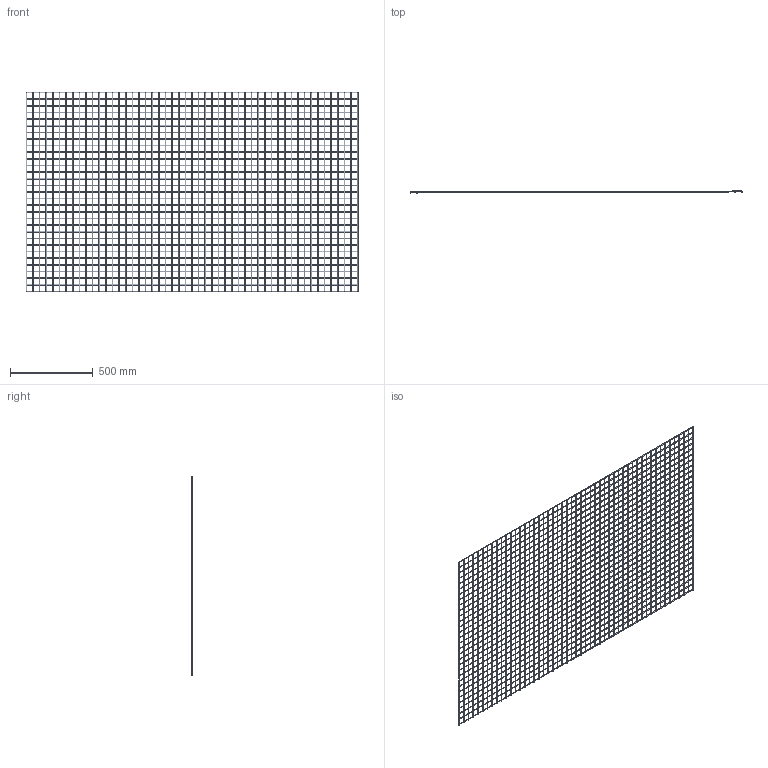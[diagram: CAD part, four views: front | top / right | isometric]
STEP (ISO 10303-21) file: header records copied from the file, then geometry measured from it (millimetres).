
FILE_DESCRIPTION (( 'STEP AP214' ), '1' );
FILE_NAME ('1Guard 40x40 Mesh Sheet.STEP', '2025-07-08T02:00:37', ( '' ), ( '' ), 'SwSTEP 2.0', 'SolidWorks 2023', '' );
FILE_SCHEMA (( 'AUTOMOTIVE_DESIGN' ));
Length unit declared in the file: millimetre
Products named in the file (1): 1Guard 40x40 Mesh Sheet
Bounding box: 2004.01 x 10.1 x 1204 mm (x, y, z)
Volume: 1552298.6 mm3; surface area: 1554359.5 mm2
Topology: 82 solids, 82 shells, 328 faces, 492 edges, 328 vertices
Faces by surface type: cylinder 164, plane 164
Entity records: 8136 total; most frequent: DIRECTION 1478, CARTESIAN_POINT 1149, ORIENTED_EDGE 984, AXIS2_PLACEMENT_3D 657, EDGE_CURVE 492, EDGE_LOOP 328, ADVANCED_FACE 328, VERTEX_POINT 328
